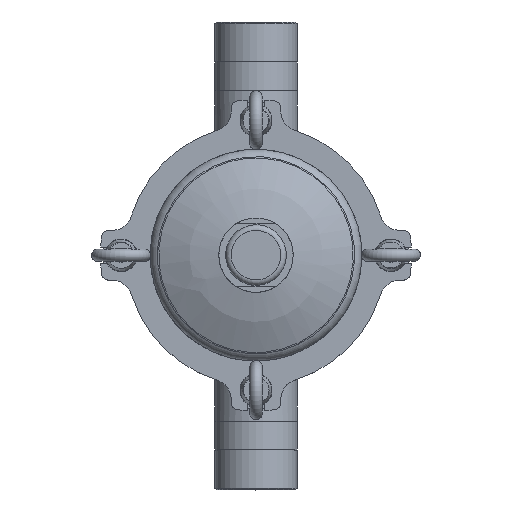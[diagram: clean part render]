
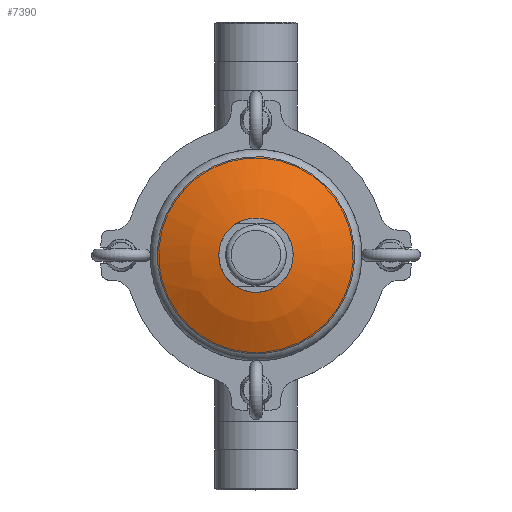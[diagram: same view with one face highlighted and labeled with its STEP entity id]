
A CAD part, top view. The second image highlights one B-rep face of the part: STEP entity #7390.
In plain terms, the highlighted spherical face has radius 154 mm.
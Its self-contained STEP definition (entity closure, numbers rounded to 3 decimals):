
#92=SPHERICAL_SURFACE('',#9364,154.);
#2489=ORIENTED_EDGE('',*,*,#4008,.F.);
#2490=ORIENTED_EDGE('',*,*,#4009,.T.);
#4008=EDGE_CURVE('',#4874,#4874,#5476,.T.);
#4009=EDGE_CURVE('',#4875,#4875,#5477,.T.);
#4874=VERTEX_POINT('',#15106);
#4875=VERTEX_POINT('',#15108);
#5476=CIRCLE('',#9365,71.653);
#5477=CIRCLE('',#9366,24.);
#5965=EDGE_LOOP('',(#2489));
#5966=EDGE_LOOP('',(#2490));
#6625=FACE_BOUND('',#5965,.T.);
#6626=FACE_BOUND('',#5966,.T.);
#7390=ADVANCED_FACE('',(#6625,#6626),#92,.T.);
#9364=AXIS2_PLACEMENT_3D('',#15104,#10976,#10977);
#9365=AXIS2_PLACEMENT_3D('',#15105,#10978,#10979);
#9366=AXIS2_PLACEMENT_3D('',#15107,#10980,#10981);
#10976=DIRECTION('',(0.,1.,0.));
#10977=DIRECTION('',(1.,0.,0.));
#10978=DIRECTION('',(0.,1.,0.));
#10979=DIRECTION('',(0.,0.,1.));
#10980=DIRECTION('',(0.,1.,0.));
#10981=DIRECTION('',(0.,0.,1.));
#15104=CARTESIAN_POINT('',(0.,154.,0.));
#15105=CARTESIAN_POINT('',(0.,17.685,0.));
#15106=CARTESIAN_POINT('',(0.,17.685,71.653));
#15107=CARTESIAN_POINT('',(0.,1.882,0.));
#15108=CARTESIAN_POINT('',(0.,1.882,24.));
